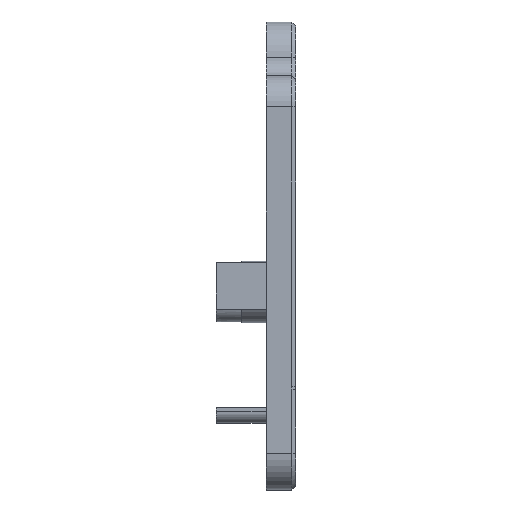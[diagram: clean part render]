
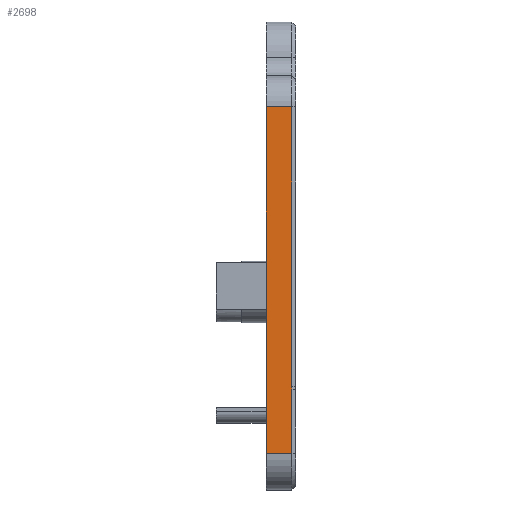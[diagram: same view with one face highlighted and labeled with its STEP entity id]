
A CAD part, left-side view. The second image highlights one B-rep face of the part: STEP entity #2698.
In plain terms, the highlighted planar face has unit normal (-1, 0, 0).
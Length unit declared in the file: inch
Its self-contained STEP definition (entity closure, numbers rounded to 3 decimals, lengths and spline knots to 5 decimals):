
#58=(
BOUNDED_CURVE()
B_SPLINE_CURVE(2,(#4213,#4214,#4215),.UNSPECIFIED.,.F.,.F.)
B_SPLINE_CURVE_WITH_KNOTS((3,3),(0.2134,0.2534),
 .UNSPECIFIED.)
CURVE()
GEOMETRIC_REPRESENTATION_ITEM()
RATIONAL_B_SPLINE_CURVE((1.,1.006,1.009))
REPRESENTATION_ITEM('')
);
#103=PLANE('',#2892);
#244=FACE_OUTER_BOUND('',#406,.T.);
#406=EDGE_LOOP('',(#2047,#2048,#2049,#2050,#2051,#2052));
#638=LINE('',#4055,#923);
#646=LINE('',#4209,#931);
#647=LINE('',#4217,#932);
#648=LINE('',#4219,#933);
#649=LINE('',#4220,#934);
#923=VECTOR('',#3268,0.3937);
#931=VECTOR('',#3286,0.3937);
#932=VECTOR('',#3291,39.37008);
#933=VECTOR('',#3292,39.37008);
#934=VECTOR('',#3293,0.3937);
#1285=VERTEX_POINT('',#4050);
#1286=VERTEX_POINT('',#4054);
#1296=VERTEX_POINT('',#4208);
#1297=VERTEX_POINT('',#4212);
#1298=VERTEX_POINT('',#4216);
#1299=VERTEX_POINT('',#4218);
#1571=EDGE_CURVE('',#1285,#1286,#638,.T.);
#1586=EDGE_CURVE('',#1286,#1296,#646,.T.);
#1588=EDGE_CURVE('',#1297,#1285,#58,.T.);
#1589=EDGE_CURVE('',#1297,#1298,#647,.T.);
#1590=EDGE_CURVE('',#1299,#1298,#648,.T.);
#1591=EDGE_CURVE('',#1296,#1299,#649,.T.);
#2047=ORIENTED_EDGE('',*,*,#1571,.F.);
#2048=ORIENTED_EDGE('',*,*,#1588,.F.);
#2049=ORIENTED_EDGE('',*,*,#1589,.T.);
#2050=ORIENTED_EDGE('',*,*,#1590,.F.);
#2051=ORIENTED_EDGE('',*,*,#1591,.F.);
#2052=ORIENTED_EDGE('',*,*,#1586,.F.);
#2698=ADVANCED_FACE('',(#244),#103,.F.);
#2892=AXIS2_PLACEMENT_3D('',#4211,#3289,#3290);
#3268=DIRECTION('',(0.,0.,-1.));
#3286=DIRECTION('',(0.,1.,0.));
#3289=DIRECTION('center_axis',(1.,0.,0.));
#3290=DIRECTION('ref_axis',(0.,0.,-1.));
#3291=DIRECTION('',(0.,0.,1.));
#3292=DIRECTION('',(0.,-1.,0.));
#3293=DIRECTION('',(0.,0.,1.));
#4050=CARTESIAN_POINT('',(-1.00394,0.019,-0.6543));
#4054=CARTESIAN_POINT('',(-1.00394,0.019,-0.98122));
#4055=CARTESIAN_POINT('',(-1.00394,0.019,0.));
#4208=CARTESIAN_POINT('',(-1.00394,0.14961,-0.98122));
#4209=CARTESIAN_POINT('',(-1.00394,0.,-0.98122));
#4211=CARTESIAN_POINT('Origin',(-1.00394,0.07874,0.7874));
#4212=CARTESIAN_POINT('',(-1.00394,0.01969,-0.6396));
#4213=CARTESIAN_POINT('Ctrl Pts',(-1.00394,0.01969,
-0.6396));
#4214=CARTESIAN_POINT('Ctrl Pts',(-1.00394,0.01969,
-0.64694));
#4215=CARTESIAN_POINT('Ctrl Pts',(-1.00394,0.019,-0.6543));
#4216=CARTESIAN_POINT('',(-1.00394,0.01969,0.7874));
#4217=CARTESIAN_POINT('',(-1.00394,0.01969,0.7874));
#4218=CARTESIAN_POINT('',(-1.00394,0.14961,0.7874));
#4219=CARTESIAN_POINT('',(-1.00394,0.07874,0.7874));
#4220=CARTESIAN_POINT('',(-1.00394,0.14961,-0.62827));
